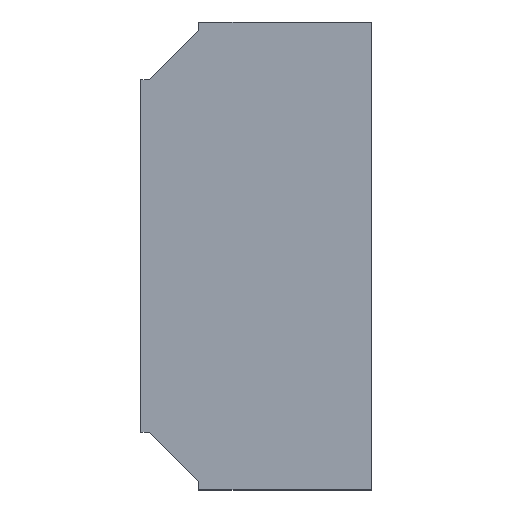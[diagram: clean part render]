
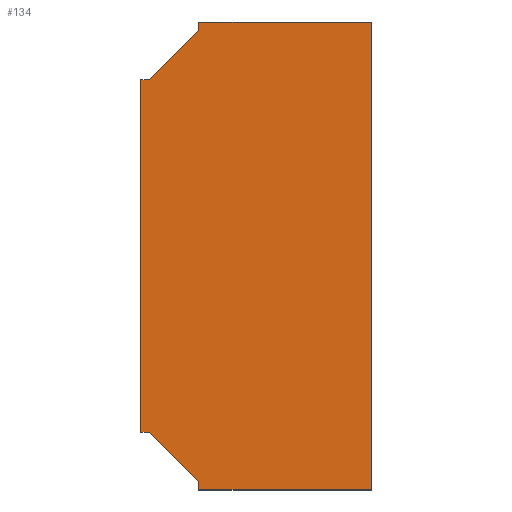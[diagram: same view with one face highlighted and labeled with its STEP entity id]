
A CAD part, top view. The second image highlights one B-rep face of the part: STEP entity #134.
In plain terms, the highlighted planar face has unit normal (0, 0, 1).
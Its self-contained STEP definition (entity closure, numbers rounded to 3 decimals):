
#1 = LINE ( 'NONE', #170, #144 ) ;
#11 = EDGE_CURVE ( 'NONE', #236, #146, #233, .T. ) ;
#14 = LINE ( 'NONE', #118, #49 ) ;
#17 = LINE ( 'NONE', #250, #88 ) ;
#21 = CARTESIAN_POINT ( 'NONE',  ( 1.25, 283.6, 0. ) ) ;
#27 = EDGE_CURVE ( 'NONE', #373, #370, #431, .T. ) ;
#49 = VECTOR ( 'NONE', #349, 1000. ) ;
#50 = CARTESIAN_POINT ( 'NONE',  ( -268.667, -216.05, 0. ) ) ;
#52 = LINE ( 'NONE', #119, #104 ) ;
#58 = EDGE_CURVE ( 'NONE', #370, #310, #96, .T. ) ;
#61 = CARTESIAN_POINT ( 'NONE',  ( -268.667, 213.55, 0. ) ) ;
#66 = LINE ( 'NONE', #400, #369 ) ;
#72 = ORIENTED_EDGE ( 'NONE', *, *, #181, .F. ) ;
#80 = ORIENTED_EDGE ( 'NONE', *, *, #27, .F. ) ;
#84 = PLANE ( 'NONE',  #407 ) ;
#85 = FACE_OUTER_BOUND ( 'NONE', #343, .T. ) ;
#88 = VECTOR ( 'NONE', #213, 1000. ) ;
#95 = VECTOR ( 'NONE', #190, 1000. ) ;
#96 = LINE ( 'NONE', #61, #95 ) ;
#101 = ORIENTED_EDGE ( 'NONE', *, *, #289, .F. ) ;
#104 = VECTOR ( 'NONE', #352, 1000. ) ;
#112 = VECTOR ( 'NONE', #396, 1000. ) ;
#118 = CARTESIAN_POINT ( 'NONE',  ( -279.41, -216.05, 0. ) ) ;
#119 = CARTESIAN_POINT ( 'NONE',  ( -208.55, 273.667, 0. ) ) ;
#120 = CARTESIAN_POINT ( 'NONE',  ( 1.25, 283.6, 0. ) ) ;
#127 = CARTESIAN_POINT ( 'NONE',  ( -279.41, 213.55, 0. ) ) ;
#134 = ADVANCED_FACE ( 'NONE', ( #85 ), #84, .F. ) ;
#141 = ORIENTED_EDGE ( 'NONE', *, *, #243, .F. ) ;
#144 = VECTOR ( 'NONE', #266, 1000. ) ;
#145 = ORIENTED_EDGE ( 'NONE', *, *, #307, .F. ) ;
#146 = VERTEX_POINT ( 'NONE', #21 ) ;
#149 = EDGE_CURVE ( 'NONE', #310, #236, #52, .T. ) ;
#170 = CARTESIAN_POINT ( 'NONE',  ( -208.55, -286.1, 0. ) ) ;
#177 = VERTEX_POINT ( 'NONE', #386 ) ;
#181 = EDGE_CURVE ( 'NONE', #247, #278, #17, .T. ) ;
#183 = EDGE_CURVE ( 'NONE', #146, #340, #184, .T. ) ;
#184 = LINE ( 'NONE', #120, #218 ) ;
#190 = DIRECTION ( 'NONE',  ( 0.707, 0.707, 0. ) ) ;
#193 = CARTESIAN_POINT ( 'NONE',  ( -268.667, 213.55, 0. ) ) ;
#212 = CARTESIAN_POINT ( 'NONE',  ( -208.55, 283.6, 0. ) ) ;
#213 = DIRECTION ( 'NONE',  ( -1., 0., 0. ) ) ;
#215 = DIRECTION ( 'NONE',  ( -1., 0., 0. ) ) ;
#218 = VECTOR ( 'NONE', #425, 1000. ) ;
#224 = EDGE_CURVE ( 'NONE', #401, #340, #387, .T. ) ;
#226 = CARTESIAN_POINT ( 'NONE',  ( 1.25, -286.1, 0. ) ) ;
#230 = CARTESIAN_POINT ( 'NONE',  ( -208.55, 273.667, 0. ) ) ;
#232 = VECTOR ( 'NONE', #281, 1000. ) ;
#233 = LINE ( 'NONE', #346, #276 ) ;
#236 = VERTEX_POINT ( 'NONE', #212 ) ;
#243 = EDGE_CURVE ( 'NONE', #278, #373, #14, .T. ) ;
#247 = VERTEX_POINT ( 'NONE', #50 ) ;
#250 = CARTESIAN_POINT ( 'NONE',  ( -268.667, -216.05, 0. ) ) ;
#258 = CARTESIAN_POINT ( 'NONE',  ( -279.41, -216.05, 0. ) ) ;
#265 = ORIENTED_EDGE ( 'NONE', *, *, #11, .F. ) ;
#266 = DIRECTION ( 'NONE',  ( 0., 1., 0. ) ) ;
#268 = DIRECTION ( 'NONE',  ( -0.707, 0.707, 0. ) ) ;
#276 = VECTOR ( 'NONE', #311, 1000. ) ;
#278 = VERTEX_POINT ( 'NONE', #258 ) ;
#281 = DIRECTION ( 'NONE',  ( 1., 0., 0. ) ) ;
#289 = EDGE_CURVE ( 'NONE', #401, #177, #1, .T. ) ;
#300 = CARTESIAN_POINT ( 'NONE',  ( -208.55, -286.1, 0. ) ) ;
#305 = ORIENTED_EDGE ( 'NONE', *, *, #183, .F. ) ;
#307 = EDGE_CURVE ( 'NONE', #177, #247, #66, .T. ) ;
#310 = VERTEX_POINT ( 'NONE', #230 ) ;
#311 = DIRECTION ( 'NONE',  ( 1., 0., 0. ) ) ;
#314 = CARTESIAN_POINT ( 'NONE',  ( -208.55, -286.1, 0. ) ) ;
#332 = CARTESIAN_POINT ( 'NONE',  ( -279.41, 213.55, 0. ) ) ;
#340 = VERTEX_POINT ( 'NONE', #226 ) ;
#343 = EDGE_LOOP ( 'NONE', ( #410, #305, #265, #350, #408, #80, #141, #72, #145, #101 ) ) ;
#346 = CARTESIAN_POINT ( 'NONE',  ( -208.55, 283.6, 0. ) ) ;
#349 = DIRECTION ( 'NONE',  ( 0., 1., 0. ) ) ;
#350 = ORIENTED_EDGE ( 'NONE', *, *, #149, .F. ) ;
#352 = DIRECTION ( 'NONE',  ( 0., 1., 0. ) ) ;
#355 = DIRECTION ( 'NONE',  ( 0., 0., -1. ) ) ;
#369 = VECTOR ( 'NONE', #268, 1000. ) ;
#370 = VERTEX_POINT ( 'NONE', #193 ) ;
#373 = VERTEX_POINT ( 'NONE', #332 ) ;
#384 = CARTESIAN_POINT ( 'NONE',  ( 0., 0., 0. ) ) ;
#386 = CARTESIAN_POINT ( 'NONE',  ( -208.55, -276.167, 0. ) ) ;
#387 = LINE ( 'NONE', #314, #232 ) ;
#396 = DIRECTION ( 'NONE',  ( 1., 0., 0. ) ) ;
#400 = CARTESIAN_POINT ( 'NONE',  ( -208.55, -276.167, 0. ) ) ;
#401 = VERTEX_POINT ( 'NONE', #300 ) ;
#407 = AXIS2_PLACEMENT_3D ( 'NONE', #384, #355, #215 ) ;
#408 = ORIENTED_EDGE ( 'NONE', *, *, #58, .F. ) ;
#410 = ORIENTED_EDGE ( 'NONE', *, *, #224, .T. ) ;
#425 = DIRECTION ( 'NONE',  ( 0., -1., 0. ) ) ;
#431 = LINE ( 'NONE', #127, #112 ) ;
